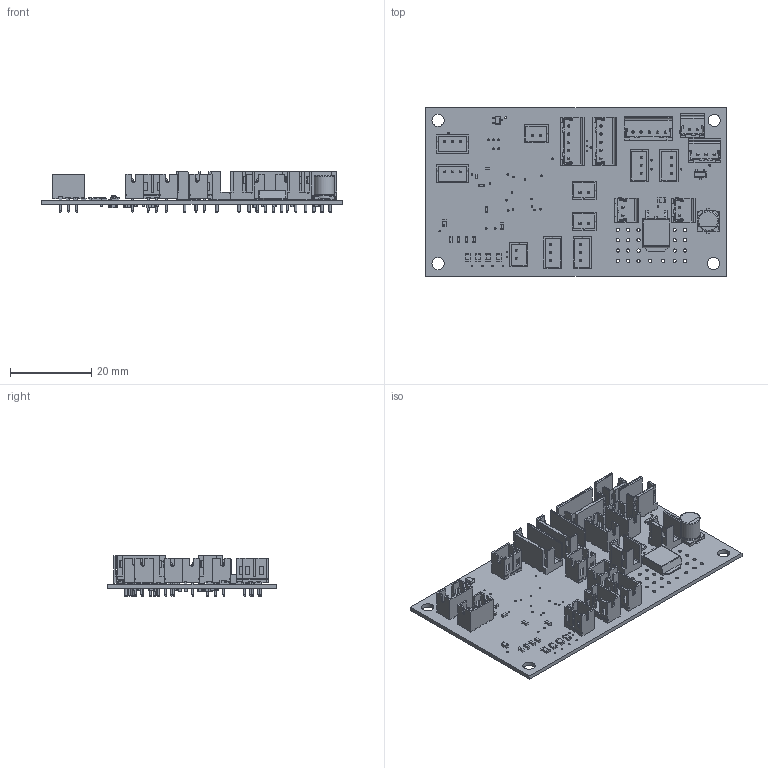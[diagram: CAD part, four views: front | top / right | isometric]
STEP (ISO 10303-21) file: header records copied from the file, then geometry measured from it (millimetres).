
FILE_DESCRIPTION(('for SolidWorks'),'2;1');
FILE_NAME('Science_board.step', '2018-01-18T22:01:28',('Xujia'),(''),'Open CASCADE STEP processor 6.6' ,'DipTrace','Unknown');
FILE_SCHEMA(('AUTOMOTIVE_DESIGN { 1 0 10303 214 1 1 1 1 }'));
Length unit declared in the file: millimetre
Products named in the file (15): PCB_Science_board; Board; cap_0603; cap_0402; capae-5.3x5.3h6.1; sot323; res_0805; hdr-1x2t_2_sh6x6; hdr-1x3t_2_sh8x5; hdr-1x2t_2_sh6x5; hdr-1x5t_2_sh12x6; hdr-1x3t_2_sh8x6; sot23; res_0603; to252-3(4)_10x6.6x2.28
Assembly tree (59 placements, depth 2):
  PCB_Science_board
    Board
    cap_0603  x11
    cap_0402  x2
    capae-5.3x5.3h6.1
    sot323
    res_0805  x5
    hdr-1x2t_2_sh6x6  x3
    hdr-1x3t_2_sh8x5  x6
    hdr-1x2t_2_sh6x5  x4
    hdr-1x5t_2_sh12x6  x3
    hdr-1x3t_2_sh8x6
    sot23
    res_0603  x19
    to252-3(4)_10x6.6x2.28
Bounding box: 74 x 41.5 x 10 mm (x, y, z)
Volume: 5067.9 mm3; surface area: 13375 mm2
Topology: 57 solids, 65 shells, 3561 faces, 8935 edges, 5583 vertices
Faces by surface type: plane 3061, cylinder 343, bspline 56, revolution 48, torus 19, cone 18, sphere 16
Full cylindrical faces by diameter (mm): 0.4 x60, 0.6 x48, 0.7 x9, 0.8 x22, 1.1 x4, 3 x4, 4.6 x1, 5 x2
Entity records: 41144 total; most frequent: CARTESIAN_POINT 7494, ORIENTED_EDGE 5450, DIRECTION 5243, EDGE_CURVE 2725, LINE 2011, VECTOR 2011, VERTEX_POINT 1711, AXIS2_PLACEMENT_3D 1606
